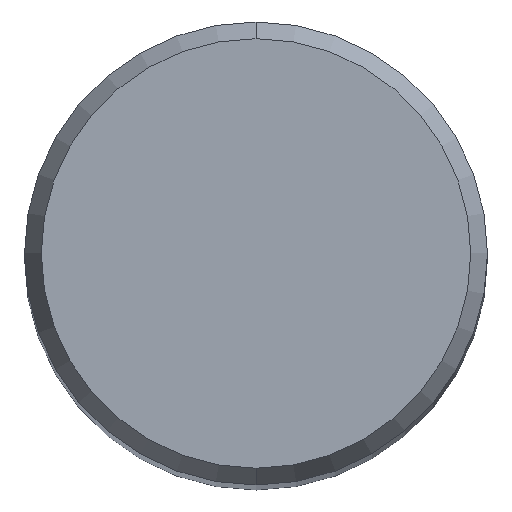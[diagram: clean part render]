
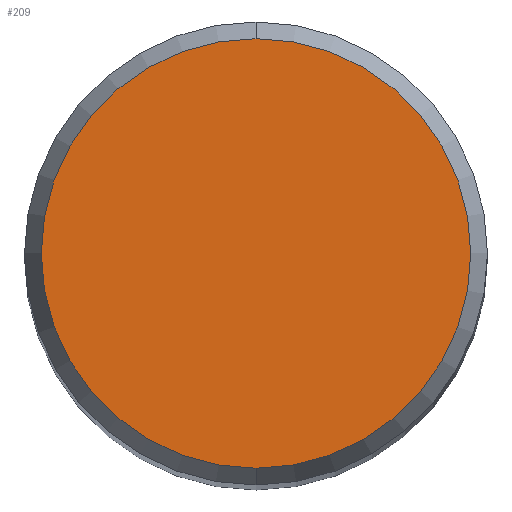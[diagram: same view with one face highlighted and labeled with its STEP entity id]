
A CAD part, top view. The second image highlights one B-rep face of the part: STEP entity #209.
In plain terms, the highlighted planar face has unit normal (0, 0, 1).
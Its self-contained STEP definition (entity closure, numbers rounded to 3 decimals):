
#125=VERTEX_POINT('',#278);
#159=EDGE_CURVE('',#125,#213,#320,.T.);
#173=EDGE_CURVE('',#213,#125,#337,.T.);
#209=ADVANCED_FACE('',(#375),#376,.T.);
#213=VERTEX_POINT('',#380);
#278=CARTESIAN_POINT('',(0.,-2.946,0.0));
#320=CIRCLE('',#496,2.946);
#337=CIRCLE('',#518,2.946);
#375=FACE_OUTER_BOUND('',#573,.T.);
#376=PLANE('',#574);
#380=CARTESIAN_POINT('',(0.0,2.946,0.0));
#496=AXIS2_PLACEMENT_3D('',#698,#699,#700);
#518=AXIS2_PLACEMENT_3D('',#726,#727,#728);
#573=EDGE_LOOP('',(#770,#771));
#574=AXIS2_PLACEMENT_3D('',#772,#773,#774);
#698=CARTESIAN_POINT('',(0.0,0.0,0.0));
#699=DIRECTION('',(0.0,0.0,-1.0));
#700=DIRECTION('',(0.0,1.0,0.0));
#726=CARTESIAN_POINT('',(0.0,0.0,0.0));
#727=DIRECTION('',(0.0,0.0,-1.0));
#728=DIRECTION('',(0.0,1.0,0.0));
#770=ORIENTED_EDGE('',*,*,#173,.F.);
#771=ORIENTED_EDGE('',*,*,#159,.F.);
#772=CARTESIAN_POINT('',(0.0,1.473,0.0));
#773=DIRECTION('',(-0.0,0.0,1.0));
#774=DIRECTION('',(0.0,-1.0,0.0));
